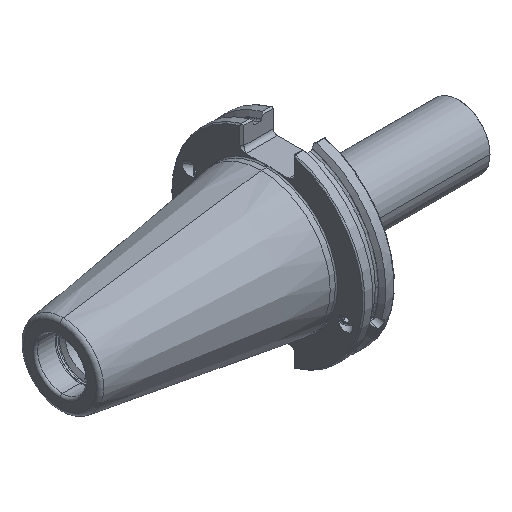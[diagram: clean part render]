
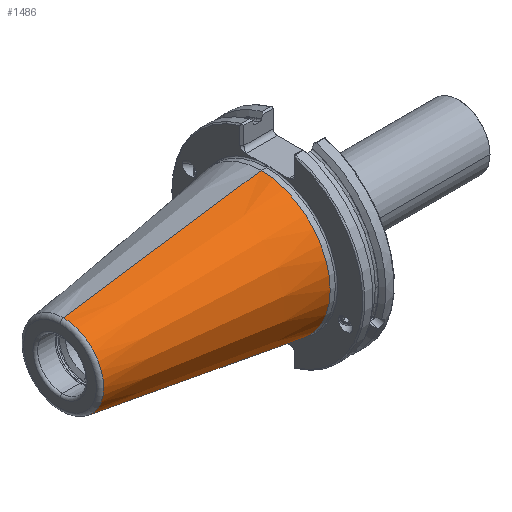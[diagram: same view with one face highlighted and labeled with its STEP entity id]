
A CAD part, isometric view. The second image highlights one B-rep face of the part: STEP entity #1486.
In plain terms, the highlighted conical face has half-angle 8.297 degrees and reference radius 34.925 mm.
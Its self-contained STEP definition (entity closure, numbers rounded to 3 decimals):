
#160 = EDGE_CURVE ( 'NONE', #6893, #4024, #4520, .T. ) ;
#194 = DIRECTION ( 'NONE',  ( 1., 0., 0. ) ) ;
#522 = EDGE_LOOP ( 'NONE', ( #2795, #5861, #525, #5726 ) ) ;
#525 = ORIENTED_EDGE ( 'NONE', *, *, #3656, .T. ) ;
#673 = AXIS2_PLACEMENT_3D ( 'NONE', #4482, #3387, #6986 ) ;
#1486 = ADVANCED_FACE ( 'NONE', ( #2820 ), #2211, .T. ) ;
#1700 = DIRECTION ( 'NONE',  ( 0., 0., 1. ) ) ;
#1742 = CARTESIAN_POINT ( 'NONE',  ( -99.889, 0., 0. ) ) ;
#2051 = DIRECTION ( 'NONE',  ( 0., 0., -1. ) ) ;
#2113 = VECTOR ( 'NONE', #4062, 1000. ) ;
#2137 = CARTESIAN_POINT ( 'NONE',  ( 0., 0., 0. ) ) ;
#2211 = CONICAL_SURFACE ( 'NONE', #7380, 34.925, 0.145 ) ;
#2282 = LINE ( 'NONE', #3535, #2113 ) ;
#2308 = LINE ( 'NONE', #7899, #3779 ) ;
#2348 = DIRECTION ( 'NONE',  ( -1., 0., 0. ) ) ;
#2357 = CIRCLE ( 'NONE', #673, 34.925 ) ;
#2390 = EDGE_CURVE ( 'NONE', #4024, #6707, #2308, .T. ) ;
#2795 = ORIENTED_EDGE ( 'NONE', *, *, #2390, .F. ) ;
#2820 = FACE_OUTER_BOUND ( 'NONE', #522, .T. ) ;
#3387 = DIRECTION ( 'NONE',  ( -1., 0., 0. ) ) ;
#3535 = CARTESIAN_POINT ( 'NONE',  ( 0., 0., -34.925 ) ) ;
#3656 = EDGE_CURVE ( 'NONE', #6893, #7467, #2282, .T. ) ;
#3779 = VECTOR ( 'NONE', #4167, 1000. ) ;
#4024 = VERTEX_POINT ( 'NONE', #5868 ) ;
#4062 = DIRECTION ( 'NONE',  ( 0.99, 0., -0.144 ) ) ;
#4167 = DIRECTION ( 'NONE',  ( 0.99, 0., 0.144 ) ) ;
#4227 = EDGE_CURVE ( 'NONE', #7467, #6707, #2357, .T. ) ;
#4482 = CARTESIAN_POINT ( 'NONE',  ( 0., 0., 0. ) ) ;
#4520 = CIRCLE ( 'NONE', #5674, 20.358 ) ;
#5674 = AXIS2_PLACEMENT_3D ( 'NONE', #1742, #2348, #1700 ) ;
#5726 = ORIENTED_EDGE ( 'NONE', *, *, #4227, .T. ) ;
#5861 = ORIENTED_EDGE ( 'NONE', *, *, #160, .F. ) ;
#5868 = CARTESIAN_POINT ( 'NONE',  ( -99.889, 0., 20.358 ) ) ;
#6173 = CARTESIAN_POINT ( 'NONE',  ( 0., 0., 34.925 ) ) ;
#6707 = VERTEX_POINT ( 'NONE', #6173 ) ;
#6893 = VERTEX_POINT ( 'NONE', #6980 ) ;
#6980 = CARTESIAN_POINT ( 'NONE',  ( -99.889, 0., -20.358 ) ) ;
#6986 = DIRECTION ( 'NONE',  ( 0., 0., 1. ) ) ;
#7380 = AXIS2_PLACEMENT_3D ( 'NONE', #2137, #194, #2051 ) ;
#7467 = VERTEX_POINT ( 'NONE', #7570 ) ;
#7570 = CARTESIAN_POINT ( 'NONE',  ( 0., 0., -34.925 ) ) ;
#7899 = CARTESIAN_POINT ( 'NONE',  ( 0., 0., 34.925 ) ) ;
